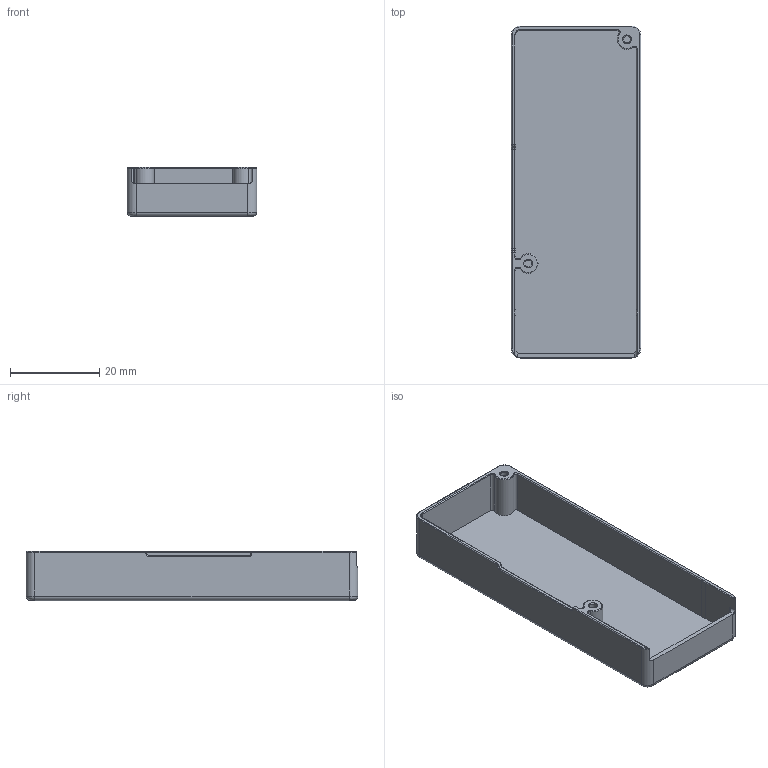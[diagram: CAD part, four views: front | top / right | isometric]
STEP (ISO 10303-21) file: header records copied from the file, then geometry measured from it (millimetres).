
FILE_DESCRIPTION(/* description */ (''),/* implementation_level */ '2;1');
FILE_NAME(/* name */ 'main-enclosure.step',/* time_stamp */ '2024-10-14T16:48:01-05:00',/* author */ (''),/* organization */ (''),/* preprocessor_version */ 'ST-DEVELOPER v20',/* originating_system */ 'Autodesk Translation Framework v13.20.0.188',/* authorisation */ '');
FILE_SCHEMA (('AUTOMOTIVE_DESIGN { 1 0 10303 214 3 1 1 }'));
Length unit declared in the file: millimetre
Products named in the file (2): Thumbtroller; back
Assembly tree (1 placements, depth 2):
  Thumbtroller
    back
Bounding box: 29 x 74.3 x 11 mm (x, y, z)
Volume: 4271.7 mm3; surface area: 8371.8 mm2
Topology: 1 solids, 1 shells, 98 faces, 236 edges, 142 vertices
Faces by surface type: cylinder 44, plane 25, torus 25, bspline 4
Full cylindrical faces by diameter (mm): 1.6 x2
Entity records: 2988 total; most frequent: CARTESIAN_POINT 585, DIRECTION 549, ORIENTED_EDGE 472, EDGE_CURVE 236, AXIS2_PLACEMENT_3D 222, VERTEX_POINT 142, CIRCLE 125, LINE 105
